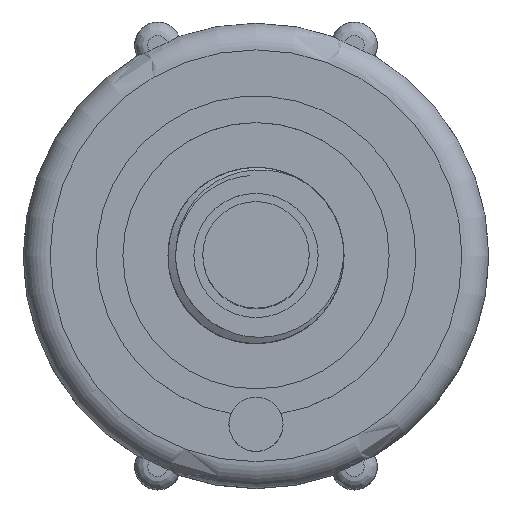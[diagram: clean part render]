
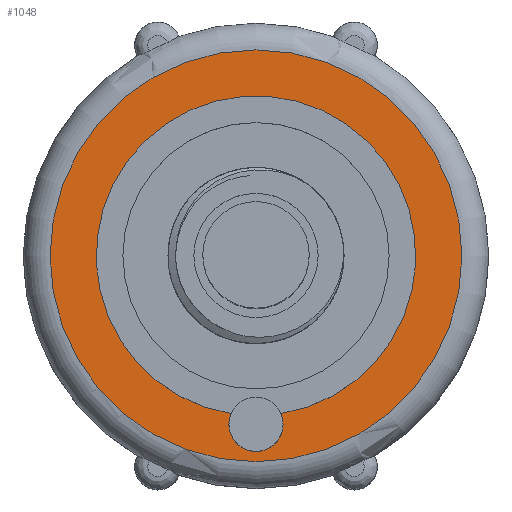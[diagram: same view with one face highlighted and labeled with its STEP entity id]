
A CAD part, top view. The second image highlights one B-rep face of the part: STEP entity #1048.
In plain terms, the highlighted planar face has unit normal (0, 0, 1).
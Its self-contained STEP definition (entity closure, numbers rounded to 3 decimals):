
#19=FACE_BOUND('',#151,.T.);
#29=PLANE('',#1157);
#87=FACE_OUTER_BOUND('',#150,.T.);
#150=EDGE_LOOP('',(#853));
#151=EDGE_LOOP('',(#854,#855,#856));
#203=CIRCLE('',#1142,11.6);
#214=CIRCLE('',#1158,1.525);
#215=CIRCLE('',#1159,1.525);
#216=CIRCLE('',#1160,9.);
#466=VERTEX_POINT('',#2608);
#468=VERTEX_POINT('',#2626);
#469=VERTEX_POINT('',#2627);
#470=VERTEX_POINT('',#2629);
#606=EDGE_CURVE('',#466,#466,#203,.T.);
#617=EDGE_CURVE('',#468,#469,#214,.T.);
#618=EDGE_CURVE('',#469,#470,#215,.T.);
#619=EDGE_CURVE('',#470,#468,#216,.T.);
#853=ORIENTED_EDGE('',*,*,#606,.F.);
#854=ORIENTED_EDGE('',*,*,#617,.T.);
#855=ORIENTED_EDGE('',*,*,#618,.T.);
#856=ORIENTED_EDGE('',*,*,#619,.T.);
#1048=ADVANCED_FACE('',(#87,#19),#29,.T.);
#1142=AXIS2_PLACEMENT_3D('',#2609,#1337,#1338);
#1157=AXIS2_PLACEMENT_3D('',#2625,#1367,#1368);
#1158=AXIS2_PLACEMENT_3D('',#2628,#1369,#1370);
#1159=AXIS2_PLACEMENT_3D('',#2630,#1371,#1372);
#1160=AXIS2_PLACEMENT_3D('',#2631,#1373,#1374);
#1337=DIRECTION('center_axis',(0.,0.,-1.));
#1338=DIRECTION('ref_axis',(1.,0.,0.));
#1367=DIRECTION('center_axis',(0.,0.,1.));
#1368=DIRECTION('ref_axis',(1.,0.,0.));
#1369=DIRECTION('center_axis',(0.,0.,-1.));
#1370=DIRECTION('ref_axis',(-1.,0.,0.));
#1371=DIRECTION('center_axis',(0.,0.,-1.));
#1372=DIRECTION('ref_axis',(-1.,0.,0.));
#1373=DIRECTION('center_axis',(0.,0.,-1.));
#1374=DIRECTION('ref_axis',(-1.,0.,0.));
#2608=CARTESIAN_POINT('',(-11.6,0.,-2.));
#2609=CARTESIAN_POINT('Origin',(0.,0.,-2.));
#2625=CARTESIAN_POINT('Origin',(0.,0.,-2.));
#2626=CARTESIAN_POINT('',(1.398,-8.891,-2.));
#2627=CARTESIAN_POINT('',(1.525,-9.5,-2.));
#2628=CARTESIAN_POINT('Origin',(0.,-9.5,-2.));
#2629=CARTESIAN_POINT('',(-1.398,-8.891,-2.));
#2630=CARTESIAN_POINT('Origin',(0.,-9.5,-2.));
#2631=CARTESIAN_POINT('Origin',(0.,0.,-2.));
